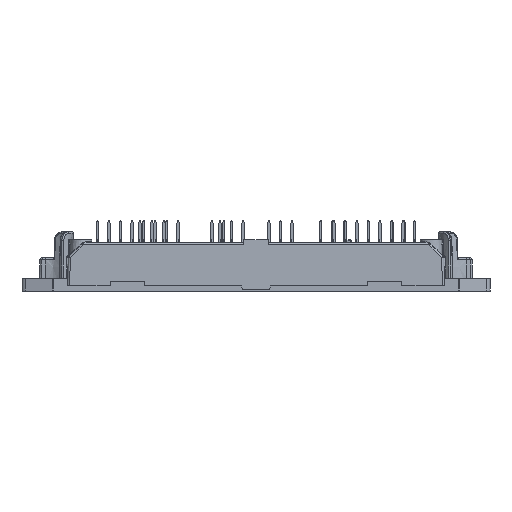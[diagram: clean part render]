
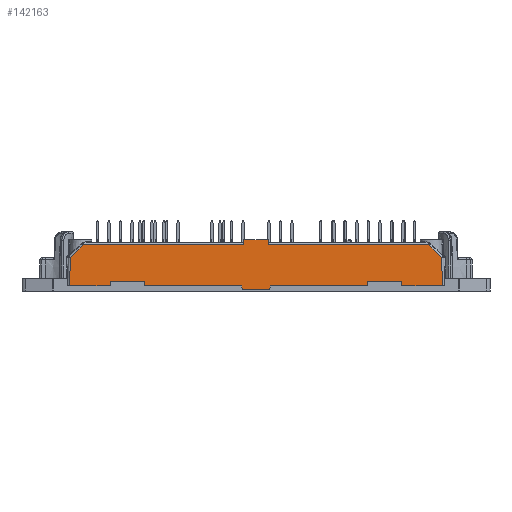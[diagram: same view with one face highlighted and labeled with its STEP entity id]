
A CAD part, front view. The second image highlights one B-rep face of the part: STEP entity #142163.
In plain terms, the highlighted planar face has unit normal (0, -1, 0.026).
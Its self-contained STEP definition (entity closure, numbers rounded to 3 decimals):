
#17573=ORIENTED_EDGE('',*,*,#47082,.F.);
#17574=ORIENTED_EDGE('',*,*,#47083,.T.);
#17575=ORIENTED_EDGE('',*,*,#47084,.F.);
#17576=ORIENTED_EDGE('',*,*,#47085,.T.);
#17577=ORIENTED_EDGE('',*,*,#47086,.T.);
#17578=ORIENTED_EDGE('',*,*,#45440,.F.);
#17579=ORIENTED_EDGE('',*,*,#45438,.T.);
#17580=ORIENTED_EDGE('',*,*,#46820,.F.);
#17581=ORIENTED_EDGE('',*,*,#45433,.T.);
#17582=ORIENTED_EDGE('',*,*,#46941,.T.);
#17583=ORIENTED_EDGE('',*,*,#45431,.T.);
#17584=ORIENTED_EDGE('',*,*,#45429,.T.);
#17585=ORIENTED_EDGE('',*,*,#47087,.T.);
#17586=ORIENTED_EDGE('',*,*,#47088,.F.);
#17587=ORIENTED_EDGE('',*,*,#47089,.T.);
#17588=ORIENTED_EDGE('',*,*,#47090,.T.);
#17589=ORIENTED_EDGE('',*,*,#47091,.T.);
#17590=ORIENTED_EDGE('',*,*,#45461,.F.);
#17591=ORIENTED_EDGE('',*,*,#45465,.T.);
#17592=ORIENTED_EDGE('',*,*,#45470,.F.);
#17593=ORIENTED_EDGE('',*,*,#45471,.F.);
#17594=ORIENTED_EDGE('',*,*,#45475,.T.);
#45429=EDGE_CURVE('',#59757,#60094,#70341,.T.);
#45431=EDGE_CURVE('',#60096,#59757,#70343,.T.);
#45433=EDGE_CURVE('',#60097,#60098,#70344,.F.);
#45438=EDGE_CURVE('',#59760,#60100,#70348,.F.);
#45440=EDGE_CURVE('',#59760,#60102,#70350,.T.);
#45461=EDGE_CURVE('',#60117,#60118,#70367,.F.);
#45465=EDGE_CURVE('',#60117,#60121,#70371,.T.);
#45470=EDGE_CURVE('',#60124,#60121,#70376,.F.);
#45471=EDGE_CURVE('',#60125,#60124,#70377,.T.);
#45475=EDGE_CURVE('',#60125,#60127,#70381,.F.);
#46820=EDGE_CURVE('',#60097,#60100,#70957,.T.);
#46941=EDGE_CURVE('',#60098,#60096,#71008,.T.);
#47082=EDGE_CURVE('',#61305,#60127,#71064,.F.);
#47083=EDGE_CURVE('',#61305,#61306,#71065,.F.);
#47084=EDGE_CURVE('',#61307,#61306,#71066,.F.);
#47085=EDGE_CURVE('',#61307,#61308,#71067,.F.);
#47086=EDGE_CURVE('',#61308,#60102,#71068,.F.);
#47087=EDGE_CURVE('',#60094,#61309,#71069,.F.);
#47088=EDGE_CURVE('',#61310,#61309,#71070,.F.);
#47089=EDGE_CURVE('',#61310,#61311,#71071,.F.);
#47090=EDGE_CURVE('',#61311,#61312,#71072,.F.);
#47091=EDGE_CURVE('',#61312,#60118,#71073,.F.);
#59757=VERTEX_POINT('',#195458);
#59760=VERTEX_POINT('',#195468);
#60094=VERTEX_POINT('',#199659);
#60096=VERTEX_POINT('',#199665);
#60097=VERTEX_POINT('',#199669);
#60098=VERTEX_POINT('',#199670);
#60100=VERTEX_POINT('',#199677);
#60102=VERTEX_POINT('',#199683);
#60117=VERTEX_POINT('',#199748);
#60118=VERTEX_POINT('',#199749);
#60121=VERTEX_POINT('',#199757);
#60124=VERTEX_POINT('',#199765);
#60125=VERTEX_POINT('',#199769);
#60127=VERTEX_POINT('',#199775);
#61305=VERTEX_POINT('',#204967);
#61306=VERTEX_POINT('',#204969);
#61307=VERTEX_POINT('',#204971);
#61308=VERTEX_POINT('',#204973);
#61309=VERTEX_POINT('',#204976);
#61310=VERTEX_POINT('',#204978);
#61311=VERTEX_POINT('',#204980);
#61312=VERTEX_POINT('',#204982);
#70341=LINE('',#199660,#80038);
#70343=LINE('',#199664,#80040);
#70344=LINE('',#199668,#80041);
#70348=LINE('',#199678,#80045);
#70350=LINE('',#199682,#80047);
#70367=LINE('',#199747,#80064);
#70371=LINE('',#199756,#80068);
#70376=LINE('',#199766,#80073);
#70377=LINE('',#199768,#80074);
#70381=LINE('',#199777,#80078);
#70957=LINE('',#204014,#80654);
#71008=LINE('',#204438,#80705);
#71064=LINE('',#204966,#80761);
#71065=LINE('',#204968,#80762);
#71066=LINE('',#204970,#80763);
#71067=LINE('',#204972,#80764);
#71068=LINE('',#204974,#80765);
#71069=LINE('',#204975,#80766);
#71070=LINE('',#204977,#80767);
#71071=LINE('',#204979,#80768);
#71072=LINE('',#204981,#80769);
#71073=LINE('',#204983,#80770);
#80038=VECTOR('',#163612,1000.);
#80040=VECTOR('',#163616,1000.);
#80041=VECTOR('',#163621,1000.);
#80045=VECTOR('',#163629,1000.);
#80047=VECTOR('',#163633,1000.);
#80064=VECTOR('',#163666,1000.);
#80068=VECTOR('',#163672,1000.);
#80073=VECTOR('',#163679,1000.);
#80074=VECTOR('',#163682,1000.);
#80078=VECTOR('',#163688,1000.);
#80654=VECTOR('',#165796,1000.);
#80705=VECTOR('',#165939,1000.);
#80761=VECTOR('',#166123,1000.);
#80762=VECTOR('',#166124,1000.);
#80763=VECTOR('',#166125,1000.);
#80764=VECTOR('',#166126,1000.);
#80765=VECTOR('',#166127,1000.);
#80766=VECTOR('',#166128,1000.);
#80767=VECTOR('',#166129,1000.);
#80768=VECTOR('',#166130,1000.);
#80769=VECTOR('',#166131,1000.);
#80770=VECTOR('',#166132,1000.);
#88989=EDGE_LOOP('',(#17573,#17574,#17575,#17576,#17577,#17578,#17579,#17580,
#17581,#17582,#17583,#17584,#17585,#17586,#17587,#17588,#17589,#17590,#17591,
#17592,#17593,#17594));
#94783=FACE_BOUND('',#88989,.T.);
#99665=PLANE('',#149188);
#142163=ADVANCED_FACE('',(#94783),#99665,.T.);
#149188=AXIS2_PLACEMENT_3D('',#204965,#166121,#166122);
#163612=DIRECTION('',(-0.707,-0.019,-0.707));
#163616=DIRECTION('',(-1.,0.,0.));
#163621=DIRECTION('',(1.,0.,0.));
#163629=DIRECTION('',(1.,0.,0.));
#163633=DIRECTION('',(0.707,-0.019,-0.707));
#163666=DIRECTION('',(1.,0.,0.));
#163672=DIRECTION('',(0.174,-0.026,-0.984));
#163679=DIRECTION('',(1.,0.,0.));
#163682=DIRECTION('',(-0.174,-0.026,-0.984));
#163688=DIRECTION('',(-1.,0.,0.));
#165796=DIRECTION('',(0.017,-0.026,-1.));
#165939=DIRECTION('',(-0.017,-0.026,-1.));
#166121=DIRECTION('',(0.,-1.,0.026));
#166122=DIRECTION('',(0.,-0.026,-1.));
#166123=DIRECTION('',(0.,0.026,1.));
#166124=DIRECTION('',(-1.,0.,0.));
#166125=DIRECTION('',(0.,-0.026,-1.));
#166126=DIRECTION('',(-1.,0.,0.));
#166127=DIRECTION('',(0.026,-0.026,-0.999));
#166128=DIRECTION('',(0.026,0.026,0.999));
#166129=DIRECTION('',(1.,0.,0.));
#166130=DIRECTION('',(0.,-0.026,-1.));
#166131=DIRECTION('',(-1.,0.,0.));
#166132=DIRECTION('',(0.,0.026,1.));
#195458=CARTESIAN_POINT('',(-40.443,-30.719,7.363));
#195468=CARTESIAN_POINT('',(40.443,-30.719,7.363));
#199659=CARTESIAN_POINT('',(-43.474,-30.798,4.332));
#199660=CARTESIAN_POINT('',(-23.298,-30.27,24.508));
#199664=CARTESIAN_POINT('',(0.,-30.719,7.363));
#199665=CARTESIAN_POINT('',(-2.845,-30.719,7.363));
#199668=CARTESIAN_POINT('',(0.,-30.689,8.5));
#199669=CARTESIAN_POINT('',(2.825,-30.689,8.5));
#199670=CARTESIAN_POINT('',(-2.825,-30.689,8.5));
#199677=CARTESIAN_POINT('',(2.845,-30.719,7.363));
#199678=CARTESIAN_POINT('',(0.,-30.719,7.363));
#199682=CARTESIAN_POINT('',(23.298,-30.27,24.508));
#199683=CARTESIAN_POINT('',(43.474,-30.798,4.332));
#199747=CARTESIAN_POINT('',(0.,-30.972,-2.3));
#199748=CARTESIAN_POINT('',(-3.359,-30.972,-2.3));
#199749=CARTESIAN_POINT('',(-26.147,-30.972,-2.3));
#199756=CARTESIAN_POINT('',(-3.861,-30.897,0.546));
#199757=CARTESIAN_POINT('',(-3.218,-30.993,-3.1));
#199765=CARTESIAN_POINT('',(3.218,-30.993,-3.1));
#199766=CARTESIAN_POINT('',(3.5,-30.993,-3.1));
#199768=CARTESIAN_POINT('',(3.861,-30.897,0.546));
#199769=CARTESIAN_POINT('',(3.359,-30.972,-2.3));
#199775=CARTESIAN_POINT('',(26.147,-30.972,-2.3));
#199777=CARTESIAN_POINT('',(0.,-30.972,-2.3));
#204014=CARTESIAN_POINT('',(2.849,-30.725,7.119));
#204438=CARTESIAN_POINT('',(-2.849,-30.725,7.119));
#204965=CARTESIAN_POINT('',(0.,-30.879,1.226));
#204966=CARTESIAN_POINT('',(26.147,-30.879,1.226));
#204967=CARTESIAN_POINT('',(26.147,-30.945,-1.3));
#204968=CARTESIAN_POINT('',(0.,-30.945,-1.3));
#204969=CARTESIAN_POINT('',(34.147,-30.945,-1.3));
#204970=CARTESIAN_POINT('',(34.147,-30.879,1.226));
#204971=CARTESIAN_POINT('',(34.147,-30.972,-2.3));
#204972=CARTESIAN_POINT('',(0.,-30.972,-2.3));
#204973=CARTESIAN_POINT('',(43.647,-30.972,-2.3));
#204974=CARTESIAN_POINT('',(43.525,-30.849,2.365));
#204975=CARTESIAN_POINT('',(-43.525,-30.849,2.365));
#204976=CARTESIAN_POINT('',(-43.647,-30.972,-2.3));
#204977=CARTESIAN_POINT('',(0.,-30.972,-2.3));
#204978=CARTESIAN_POINT('',(-34.147,-30.972,-2.3));
#204979=CARTESIAN_POINT('',(-34.147,-30.879,1.226));
#204980=CARTESIAN_POINT('',(-34.147,-30.945,-1.3));
#204981=CARTESIAN_POINT('',(0.,-30.945,-1.3));
#204982=CARTESIAN_POINT('',(-26.147,-30.945,-1.3));
#204983=CARTESIAN_POINT('',(-26.147,-30.879,1.226));
